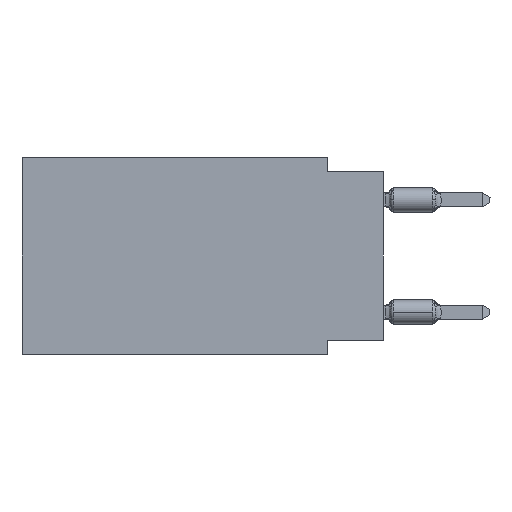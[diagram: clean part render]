
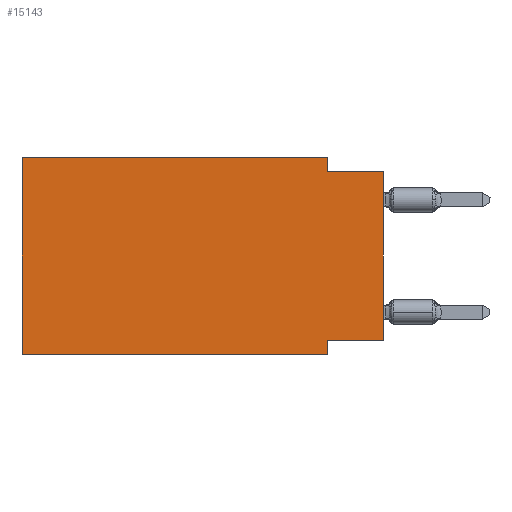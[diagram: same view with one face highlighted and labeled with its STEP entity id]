
A CAD part, left-side view. The second image highlights one B-rep face of the part: STEP entity #15143.
In plain terms, the highlighted planar face has unit normal (-1, 0, 0).
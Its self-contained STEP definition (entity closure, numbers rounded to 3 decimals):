
#479 = CARTESIAN_POINT ( 'NONE',  ( 0., 0., 0. ) ) ;
#881 = LINE ( 'NONE', #3358, #12008 ) ;
#1463 = CARTESIAN_POINT ( 'NONE',  ( 0., 16.383, -8.89 ) ) ;
#1855 = VERTEX_POINT ( 'NONE', #37597 ) ;
#3358 = CARTESIAN_POINT ( 'NONE',  ( 0., 16.383, 0. ) ) ;
#3628 = CARTESIAN_POINT ( 'NONE',  ( 0., 0., -0.635 ) ) ;
#4275 = DIRECTION ( 'NONE',  ( 0., -1., 0. ) ) ;
#4896 = EDGE_LOOP ( 'NONE', ( #18552, #40532, #26654, #33939, #18351, #37576, #16708, #35001 ) ) ;
#6019 = DIRECTION ( 'NONE',  ( 0., 0., 1. ) ) ;
#6459 = DIRECTION ( 'NONE',  ( 0., 0., -1. ) ) ;
#6670 = EDGE_CURVE ( 'NONE', #10284, #23947, #22003, .T. ) ;
#8874 = VERTEX_POINT ( 'NONE', #28190 ) ;
#9398 = LINE ( 'NONE', #32987, #9533 ) ;
#9533 = VECTOR ( 'NONE', #6019, 1000. ) ;
#9883 = EDGE_CURVE ( 'NONE', #1855, #22036, #20371, .T. ) ;
#10129 = DIRECTION ( 'NONE',  ( 0., 0., 1. ) ) ;
#10284 = VERTEX_POINT ( 'NONE', #12898 ) ;
#10884 = CARTESIAN_POINT ( 'NONE',  ( 0., 2.54, -8.89 ) ) ;
#10905 = VECTOR ( 'NONE', #6459, 1000. ) ;
#12008 = VECTOR ( 'NONE', #24683, 1000. ) ;
#12187 = VECTOR ( 'NONE', #10129, 1000. ) ;
#12530 = VECTOR ( 'NONE', #42991, 1000. ) ;
#12898 = CARTESIAN_POINT ( 'NONE',  ( 0., 2.54, -0.635 ) ) ;
#13826 = VERTEX_POINT ( 'NONE', #35903 ) ;
#14552 = EDGE_CURVE ( 'NONE', #26417, #23947, #41158, .T. ) ;
#15143 = ADVANCED_FACE ( 'NONE', ( #26825 ), #37381, .F. ) ;
#15509 = EDGE_CURVE ( 'NONE', #8874, #10284, #35988, .T. ) ;
#16708 = ORIENTED_EDGE ( 'NONE', *, *, #9883, .F. ) ;
#16932 = CARTESIAN_POINT ( 'NONE',  ( 0., 16.383, 0. ) ) ;
#17320 = EDGE_CURVE ( 'NONE', #13826, #8874, #881, .T. ) ;
#18351 = ORIENTED_EDGE ( 'NONE', *, *, #33802, .F. ) ;
#18552 = ORIENTED_EDGE ( 'NONE', *, *, #14552, .T. ) ;
#20212 = DIRECTION ( 'NONE',  ( 0., 1., 0. ) ) ;
#20312 = DIRECTION ( 'NONE',  ( 0., 0., -1. ) ) ;
#20371 = LINE ( 'NONE', #24189, #10905 ) ;
#20561 = VECTOR ( 'NONE', #31871, 1000. ) ;
#22003 = LINE ( 'NONE', #35028, #32288 ) ;
#22036 = VERTEX_POINT ( 'NONE', #10884 ) ;
#23171 = VERTEX_POINT ( 'NONE', #1463 ) ;
#23587 = LINE ( 'NONE', #44266, #24952 ) ;
#23947 = VERTEX_POINT ( 'NONE', #3628 ) ;
#24061 = EDGE_CURVE ( 'NONE', #23171, #22036, #25166, .T. ) ;
#24189 = CARTESIAN_POINT ( 'NONE',  ( 0., 2.54, -8.89 ) ) ;
#24683 = DIRECTION ( 'NONE',  ( 0., -1., 0. ) ) ;
#24952 = VECTOR ( 'NONE', #20212, 1000. ) ;
#25166 = LINE ( 'NONE', #29171, #20561 ) ;
#26417 = VERTEX_POINT ( 'NONE', #41463 ) ;
#26654 = ORIENTED_EDGE ( 'NONE', *, *, #15509, .F. ) ;
#26825 = FACE_OUTER_BOUND ( 'NONE', #4896, .T. ) ;
#28190 = CARTESIAN_POINT ( 'NONE',  ( 0., 2.54, 0. ) ) ;
#29171 = CARTESIAN_POINT ( 'NONE',  ( 0., 16.383, -8.89 ) ) ;
#29246 = CARTESIAN_POINT ( 'NONE',  ( 0., 2.54, 0. ) ) ;
#31871 = DIRECTION ( 'NONE',  ( 0., -1., 0. ) ) ;
#32288 = VECTOR ( 'NONE', #4275, 1000. ) ;
#32336 = AXIS2_PLACEMENT_3D ( 'NONE', #16932, #43937, #20312 ) ;
#32987 = CARTESIAN_POINT ( 'NONE',  ( 0., 16.383, 0. ) ) ;
#33802 = EDGE_CURVE ( 'NONE', #23171, #13826, #9398, .T. ) ;
#33939 = ORIENTED_EDGE ( 'NONE', *, *, #17320, .F. ) ;
#35001 = ORIENTED_EDGE ( 'NONE', *, *, #39447, .F. ) ;
#35028 = CARTESIAN_POINT ( 'NONE',  ( 0., 0., -0.635 ) ) ;
#35903 = CARTESIAN_POINT ( 'NONE',  ( 0., 16.383, 0. ) ) ;
#35988 = LINE ( 'NONE', #29246, #12530 ) ;
#37381 = PLANE ( 'NONE',  #32336 ) ;
#37576 = ORIENTED_EDGE ( 'NONE', *, *, #24061, .T. ) ;
#37597 = CARTESIAN_POINT ( 'NONE',  ( 0., 2.54, -8.255 ) ) ;
#39447 = EDGE_CURVE ( 'NONE', #26417, #1855, #23587, .T. ) ;
#40532 = ORIENTED_EDGE ( 'NONE', *, *, #6670, .F. ) ;
#41158 = LINE ( 'NONE', #479, #12187 ) ;
#41463 = CARTESIAN_POINT ( 'NONE',  ( 0., 0., -8.255 ) ) ;
#42991 = DIRECTION ( 'NONE',  ( 0., 0., -1. ) ) ;
#43937 = DIRECTION ( 'NONE',  ( 1., 0., 0. ) ) ;
#44266 = CARTESIAN_POINT ( 'NONE',  ( 0., 0., -8.255 ) ) ;
